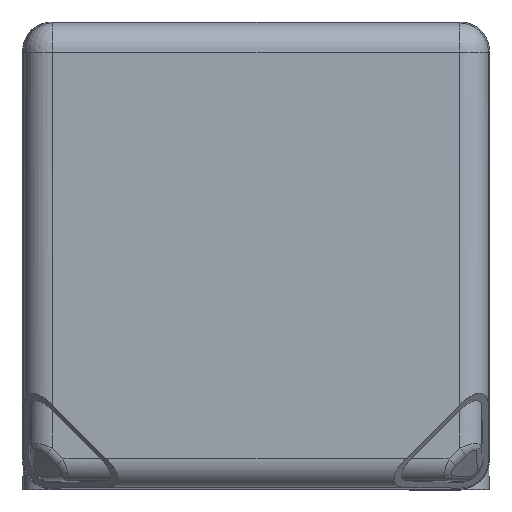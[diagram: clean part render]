
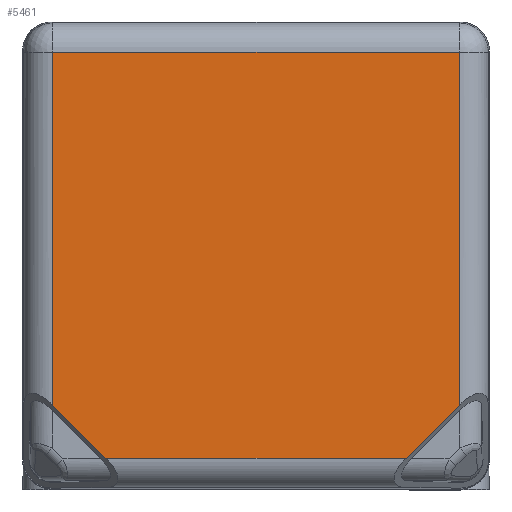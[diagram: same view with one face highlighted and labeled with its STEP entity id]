
A CAD part, top view. The second image highlights one B-rep face of the part: STEP entity #5461.
In plain terms, the highlighted planar face has unit normal (0, 0, 1).
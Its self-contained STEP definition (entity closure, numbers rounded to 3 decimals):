
#1083=DIRECTION('',(0.,1.,0.));
#1084=VECTOR('',#1083,30.372);
#1085=CARTESIAN_POINT('',(-17.473,-12.899,
10.2));
#1086=LINE('',#1085,#1084);
#1087=DIRECTION('',(1.,0.,0.));
#1088=VECTOR('',#1087,34.946);
#1089=CARTESIAN_POINT('',(-17.473,17.473,10.2));
#1090=LINE('',#1089,#1088);
#1091=DIRECTION('',(0.,-1.,0.));
#1092=VECTOR('',#1091,30.372);
#1093=CARTESIAN_POINT('',(17.473,17.473,10.2));
#1094=LINE('',#1093,#1092);
#1095=DIRECTION('',(-0.707,-0.707,0.));
#1096=VECTOR('',#1095,6.468);
#1097=CARTESIAN_POINT('',(17.473,-12.899,10.2));
#1098=LINE('',#1097,#1096);
#1099=DIRECTION('',(-1.,0.,0.));
#1100=VECTOR('',#1099,25.799);
#1101=CARTESIAN_POINT('',(12.899,-17.473,10.2));
#1102=LINE('',#1101,#1100);
#1103=DIRECTION('',(-0.707,0.707,0.));
#1104=VECTOR('',#1103,6.468);
#1105=CARTESIAN_POINT('',(-12.899,-17.473,
10.2));
#1106=LINE('',#1105,#1104);
#4138=CARTESIAN_POINT('',(-17.473,-12.899,
10.2));
#4139=CARTESIAN_POINT('',(-17.473,17.473,10.2));
#4140=VERTEX_POINT('',#4138);
#4141=VERTEX_POINT('',#4139);
#4142=CARTESIAN_POINT('',(17.473,17.473,10.2));
#4143=VERTEX_POINT('',#4142);
#4144=CARTESIAN_POINT('',(17.473,-12.899,10.2));
#4145=VERTEX_POINT('',#4144);
#4146=CARTESIAN_POINT('',(12.899,-17.473,10.2));
#4147=VERTEX_POINT('',#4146);
#4148=CARTESIAN_POINT('',(-12.899,-17.473,
10.2));
#4149=VERTEX_POINT('',#4148);
#5443=CARTESIAN_POINT('',(0.,0.,10.2));
#5444=DIRECTION('',(0.,0.,-1.));
#5445=DIRECTION('',(0.,-1.,0.));
#5446=AXIS2_PLACEMENT_3D('',#5443,#5444,#5445);
#5447=PLANE('',#5446);
#5449=ORIENTED_EDGE('',*,*,#5448,.T.);
#5451=ORIENTED_EDGE('',*,*,#5450,.T.);
#5453=ORIENTED_EDGE('',*,*,#5452,.T.);
#5455=ORIENTED_EDGE('',*,*,#5454,.T.);
#5457=ORIENTED_EDGE('',*,*,#5456,.T.);
#5458=ORIENTED_EDGE('',*,*,#5410,.T.);
#5459=EDGE_LOOP('',(#5449,#5451,#5453,#5455,#5457,#5458));
#5460=FACE_OUTER_BOUND('',#5459,.F.);
#5461=ADVANCED_FACE('',(#5460),#5447,.F.);
#5410=EDGE_CURVE('',#4149,#4140,#1106,.T.);
#5448=EDGE_CURVE('',#4140,#4141,#1086,.T.);
#5450=EDGE_CURVE('',#4141,#4143,#1090,.T.);
#5452=EDGE_CURVE('',#4143,#4145,#1094,.T.);
#5454=EDGE_CURVE('',#4145,#4147,#1098,.T.);
#5456=EDGE_CURVE('',#4147,#4149,#1102,.T.);
